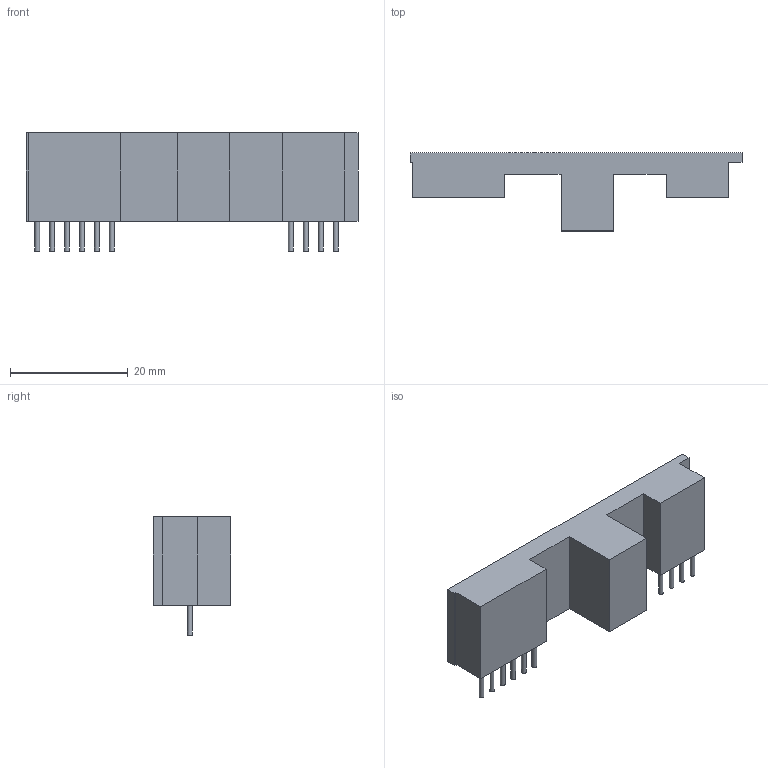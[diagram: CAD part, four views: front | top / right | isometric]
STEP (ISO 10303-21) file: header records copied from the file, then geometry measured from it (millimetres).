
FILE_DESCRIPTION(('FreeCAD Model'),'2;1');
FILE_NAME('20425484.1.2.stp','2025-04-03T13:06:09',( 'Author'),(''),'Open CASCADE STEP processor 6.9','FreeCAD','Unknown' );
FILE_SCHEMA(('AUTOMOTIVE_DESIGN { 1 0 10303 214 1 1 1 1 }'));
Length unit declared in the file: millimetre
Products named in the file (3): ASSEMBLY; Body; Leads
Assembly tree (2 placements, depth 2):
  ASSEMBLY
    Body
    Leads
Bounding box: 56.51 x 13.27 x 20.12 mm (x, y, z)
Volume: 5881.8 mm3; surface area: 3258.1 mm2
Topology: 11 solids, 11 shells, 48 faces, 78 edges, 52 vertices
Faces by surface type: plane 38, cylinder 10
Full cylindrical faces by diameter (mm): 0.82 x10
Entity records: 2245 total; most frequent: DIRECTION 356, CARTESIAN_POINT 337, LINE 194, VECTOR 194, ORIENTED_EDGE 156, PCURVE 156, DEFINITIONAL_REPRESENTATION 156, EDGE_CURVE 78
